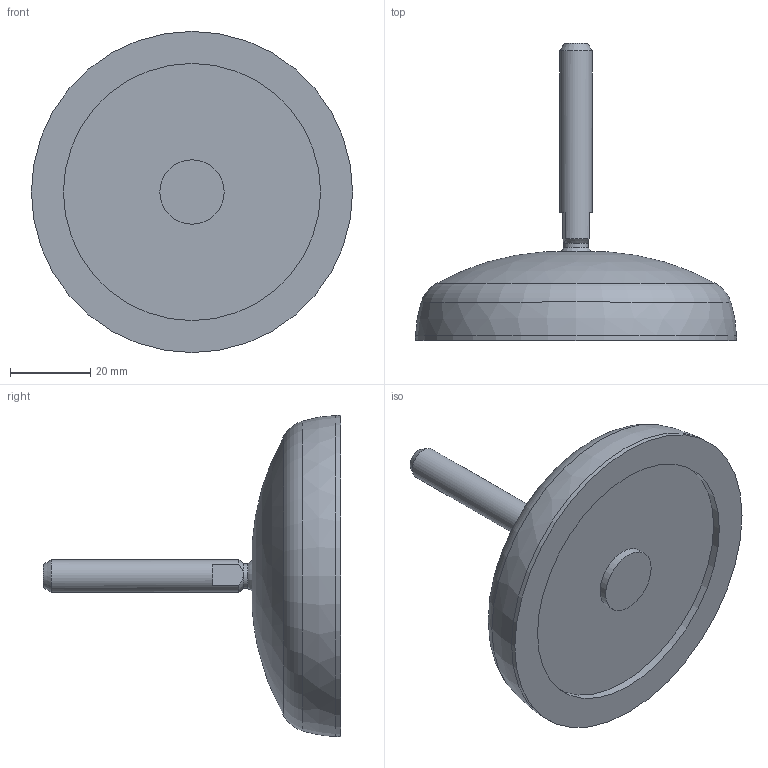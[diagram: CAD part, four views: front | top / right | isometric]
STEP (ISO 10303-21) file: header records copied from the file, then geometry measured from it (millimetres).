
FILE_DESCRIPTION(/* description */ ('PIEDE SNODATO D=80 H=74 M8'),/* implementation_level */ '2;1');
FILE_NAME(/* name */ 'CPDSN0000036.stp',/* time_stamp */ '2019-02-04T17:51:21+01:00',/* author */ ('fzagni'),/* organization */ (''),/* preprocessor_version */ 'ST-DEVELOPER v17.2',/* originating_system */ 'Autodesk Inventor 2019',/* authorisation */ '');
FILE_SCHEMA (('AUTOMOTIVE_DESIGN { 1 0 10303 214 3 1 1 }'));
Length unit declared in the file: millimetre
Products named in the file (3): !16.016.00!!!; !F3DTM0003593!!!; 440000005805
Assembly tree (2 placements, depth 2):
  !16.016.00!!!
    !F3DTM0003593!!!
    440000005805
Bounding box: 79.98 x 74 x 79.98 mm (x, y, z)
Volume: 79009.1 mm3; surface area: 15309.9 mm2
Topology: 2 solids, 2 shells, 23 faces, 61 edges, 43 vertices
Faces by surface type: plane 9, bspline 5, cone 4, cylinder 4, torus 1
Full cylindrical faces by diameter (mm): 6 x1, 8 x1, 16 x1, 64 x1
Entity records: 1046 total; most frequent: CARTESIAN_POINT 323, DIRECTION 146, ORIENTED_EDGE 118, AXIS2_PLACEMENT_3D 67, EDGE_CURVE 59, CIRCLE 43, VERTEX_POINT 43, EDGE_LOOP 26
